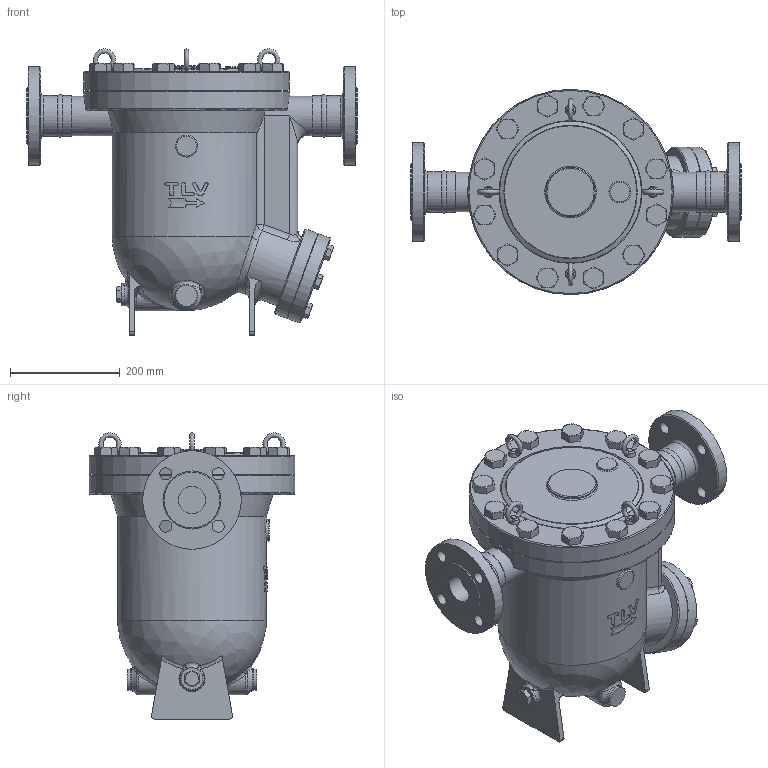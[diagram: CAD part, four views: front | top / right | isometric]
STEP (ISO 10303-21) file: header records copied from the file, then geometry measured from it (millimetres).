
FILE_DESCRIPTION((''),'2;1');
FILE_NAME('jh8rb-050-e0063-00.stp','2011-09-30T11:08:32',('asada'),(''),'Autodesk Inventor 2012','Autodesk Inventor 2012','');
FILE_SCHEMA(('AUTOMOTIVE_DESIGN { 1 0 10303 214 1 1 1 1 }'));
Length unit declared in the file: millimetre
Products named in the file (1): jh8rb-050-e0063-00
Bounding box: 604 x 375 x 522.42 mm (x, y, z)
Volume: 32601937.7 mm3; surface area: 1102412.1 mm2
Topology: 1 solids, 7 shells, 560 faces, 1306 edges, 814 vertices
Faces by surface type: plane 237, cone 123, cylinder 106, bspline 53, torus 38, sphere 3
Full cylindrical faces by diameter (mm): 13.835 x6, 16 x6, 19 x6, 20.752 x12, 22 x8, 24 x12, 27 x12, 36 x1, 38.672 x2, 40 x2, 50 x2, 72 x2, 75 x4, 90 x1, 102 x2, 105 x1, 165 x2, 180 x2, 286 x1, 375 x2
Entity records: 23296 total; most frequent: CARTESIAN_POINT 12108, ORIENTED_EDGE 2266, DIRECTION 2136, EDGE_CURVE 1133, AXIS2_PLACEMENT_3D 913, EDGE_LOOP 799, VERTEX_POINT 766, FACE_OUTER_BOUND 560
